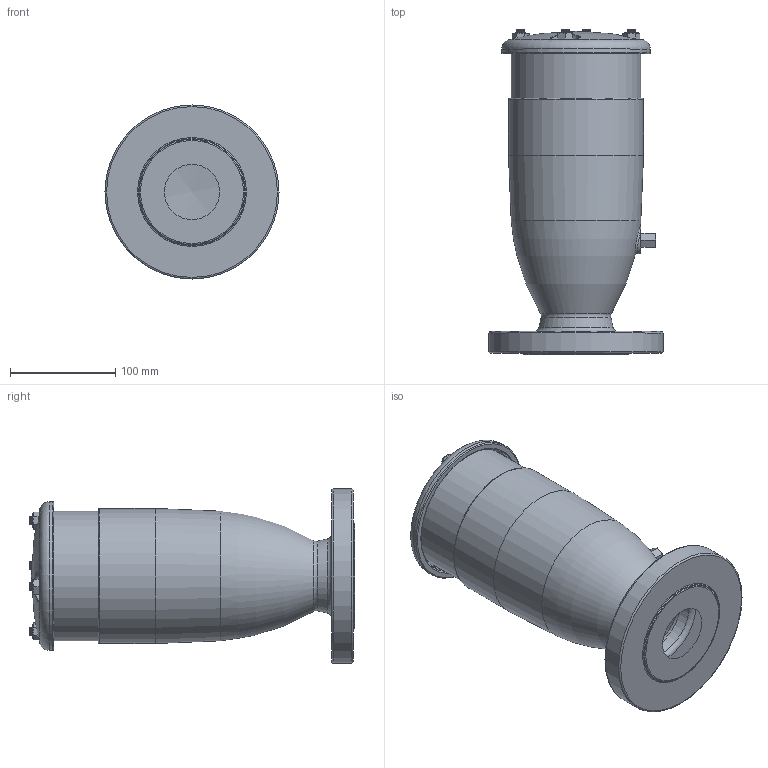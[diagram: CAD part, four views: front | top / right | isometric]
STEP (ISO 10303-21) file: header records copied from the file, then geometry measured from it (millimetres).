
FILE_DESCRIPTION (( 'STEP AP214' ), '1' );
FILE_NAME ('external surfaces FOX DN50.STEP', '2018-12-10T09:31:03', ( '' ), ( '' ), 'SwSTEP 2.0', 'SolidWorks 2017', '' );
FILE_SCHEMA (( 'AUTOMOTIVE_DESIGN' ));
Length unit declared in the file: millimetre
Products named in the file (2): external surfaces FOX DN50
Bounding box: 165 x 308.5 x 165 mm (x, y, z)
Surface area: 180278.6 mm2 (no closed solid volume)
Topology: 0 solids, 13 shells, 165 faces, 362 edges, 218 vertices
Faces by surface type: cone 56, plane 54, torus 22, cylinder 18, bspline 14, sphere 1
Full cylindrical faces by diameter (mm): 3 x1, 8 x8, 123 x1, 128 x2, 141 x1, 165 x1
Entity records: 8711 total; most frequent: CARTESIAN_POINT 3712, DIRECTION 636, ORIENTED_EDGE 551, EDGE_CURVE 304, AXIS2_PLACEMENT_3D 296, EDGE_LOOP 236, VERTEX_POINT 211, FACE_OUTER_BOUND 193
